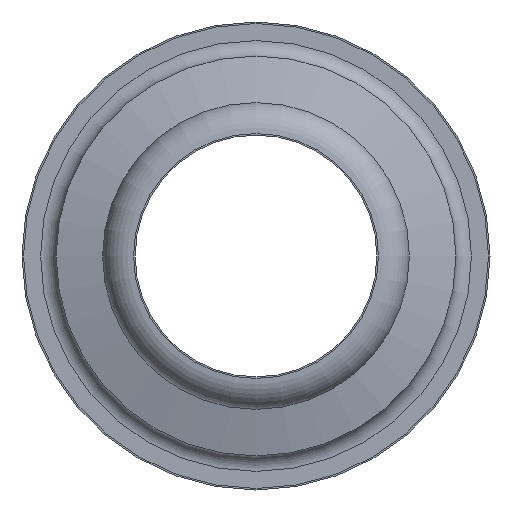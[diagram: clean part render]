
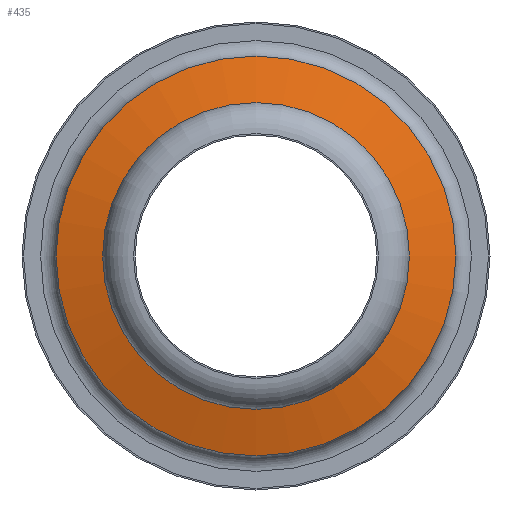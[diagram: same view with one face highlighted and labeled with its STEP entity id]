
A CAD part, left-side view. The second image highlights one B-rep face of the part: STEP entity #435.
In plain terms, the highlighted conical face has half-angle 75 degrees and reference radius 5.7 mm.
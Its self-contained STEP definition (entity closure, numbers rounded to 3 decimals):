
#401=CARTESIAN_POINT('',(7.002,-6.45,0.0));
#402=VERTEX_POINT('',#401);
#403=CARTESIAN_POINT('',(7.002,0.0,0.0));
#404=DIRECTION('',(-1.0,0.0,0.0));
#405=DIRECTION('',(0.0,-1.0,0.0));
#406=AXIS2_PLACEMENT_3D('',#403,#404,#405);
#407=CIRCLE('',#406,6.45);
#408=EDGE_CURVE('',#402,#402,#407,.T.);
#416=CARTESIAN_POINT('',(6.801,0.0,0.0));
#417=DIRECTION('',(1.0,0.0,0.0));
#418=DIRECTION('',(0.0,-1.0,0.0));
#419=AXIS2_PLACEMENT_3D('',#416,#417,#418);
#420=CONICAL_SURFACE('',#419,5.7,75.);
#421=CARTESIAN_POINT('',(6.6,-4.95,0.0));
#422=VERTEX_POINT('',#421);
#423=CARTESIAN_POINT('',(6.6,0.0,0.0));
#424=DIRECTION('',(-1.0,0.0,0.0));
#425=DIRECTION('',(0.0,-1.0,0.0));
#426=AXIS2_PLACEMENT_3D('',#423,#424,#425);
#427=CIRCLE('',#426,4.95);
#428=EDGE_CURVE('',#422,#422,#427,.T.);
#429=ORIENTED_EDGE('',*,*,#428,.F.);
#430=EDGE_LOOP('',(#429));
#431=FACE_OUTER_BOUND('',#430,.T.);
#432=ORIENTED_EDGE('',*,*,#408,.T.);
#433=EDGE_LOOP('',(#432));
#434=FACE_BOUND('',#433,.T.);
#435=ADVANCED_FACE('',(#431,#434),#420,.T.);
